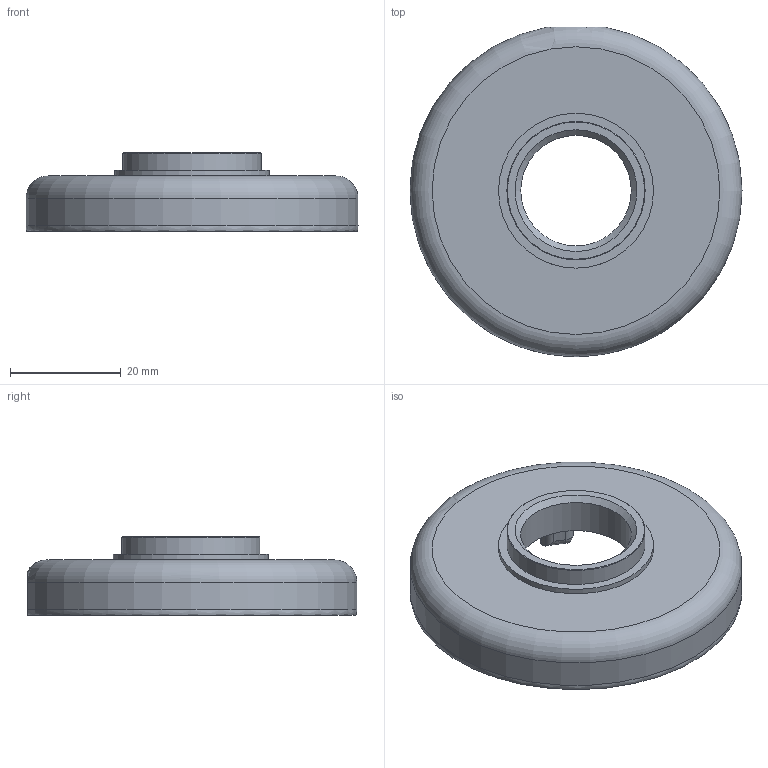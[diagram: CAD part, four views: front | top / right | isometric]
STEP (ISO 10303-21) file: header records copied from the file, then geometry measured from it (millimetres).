
FILE_DESCRIPTION(/* description */ (''),/* implementation_level */ '2;1');
FILE_NAME(/* name */ '',/* time_stamp */ '2023-06-04T15:53:02+08:00',/* author */ (''),/* organization */ (''),/* preprocessor_version */ 'ST-DEVELOPER v19.2',/* originating_system */ 'Autodesk Translation Framework v12.4.0.73',/* authorisation */ '');
FILE_SCHEMA (('AUTOMOTIVE_DESIGN { 1 0 10303 214 3 1 1 }'));
Length unit declared in the file: millimetre
Products named in the file (1): 底座上盖
Bounding box: 60 x 59.54 x 14.2 mm (x, y, z)
Volume: 15106.1 mm3; surface area: 9033.1 mm2
Topology: 1 solids, 1 shells, 112 faces, 281 edges, 178 vertices
Faces by surface type: cylinder 46, plane 40, torus 10, bspline 8, cone 6, sphere 2
Full cylindrical faces by diameter (mm): 1.623 x5, 20 x1, 25 x1, 28 x1
Entity records: 3934 total; most frequent: CARTESIAN_POINT 1229, ORIENTED_EDGE 562, DIRECTION 553, EDGE_CURVE 281, AXIS2_PLACEMENT_3D 210, VERTEX_POINT 178, LINE 133, VECTOR 133
